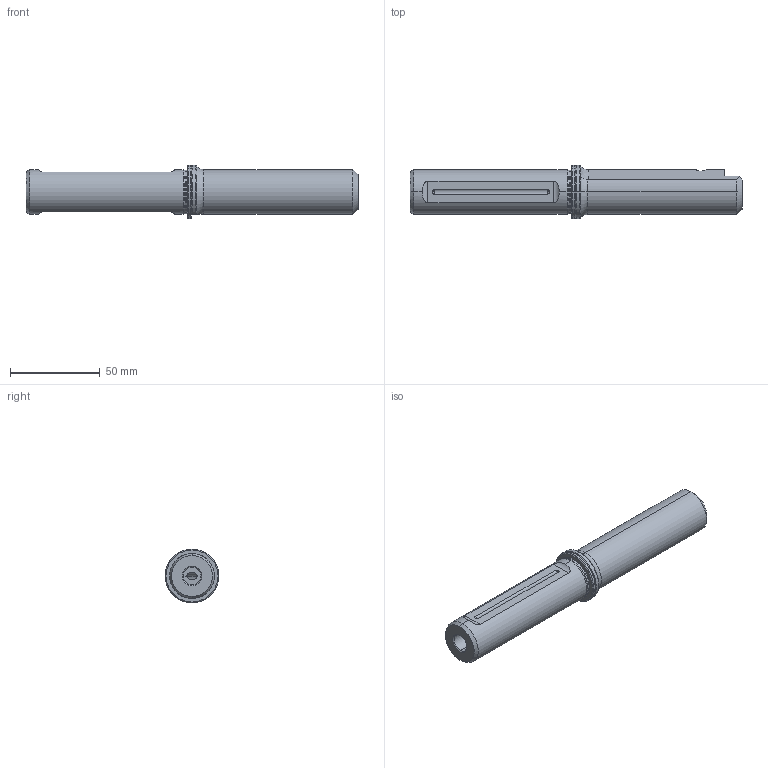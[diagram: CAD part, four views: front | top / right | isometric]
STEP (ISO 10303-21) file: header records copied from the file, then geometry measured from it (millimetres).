
FILE_DESCRIPTION (( 'STEP AP203' ), '1' );
FILE_NAME ('UT-HEX-28_37-25.STEP', '2023-07-18T08:45:09', ( 'TECNICO' ), ( '' ), 'SwSTEP 2.0', 'SolidWorks 2020', '' );
FILE_SCHEMA (( 'CONFIG_CONTROL_DESIGN' ));
Length unit declared in the file: millimetre
Products named in the file (1): UT-HEX-28_37-25
Bounding box: 185 x 30 x 30 mm (x, y, z)
Volume: 73484.4 mm3; surface area: 20941.1 mm2
Topology: 1 solids, 1 shells, 105 faces, 265 edges, 160 vertices
Faces by surface type: cylinder 33, cone 29, plane 21, torus 12, sphere 8, bspline 2
Entity records: 3531 total; most frequent: CARTESIAN_POINT 976, DIRECTION 535, ORIENTED_EDGE 518, EDGE_CURVE 259, AXIS2_PLACEMENT_3D 218, VERTEX_POINT 160, CIRCLE 114, EDGE_LOOP 111
